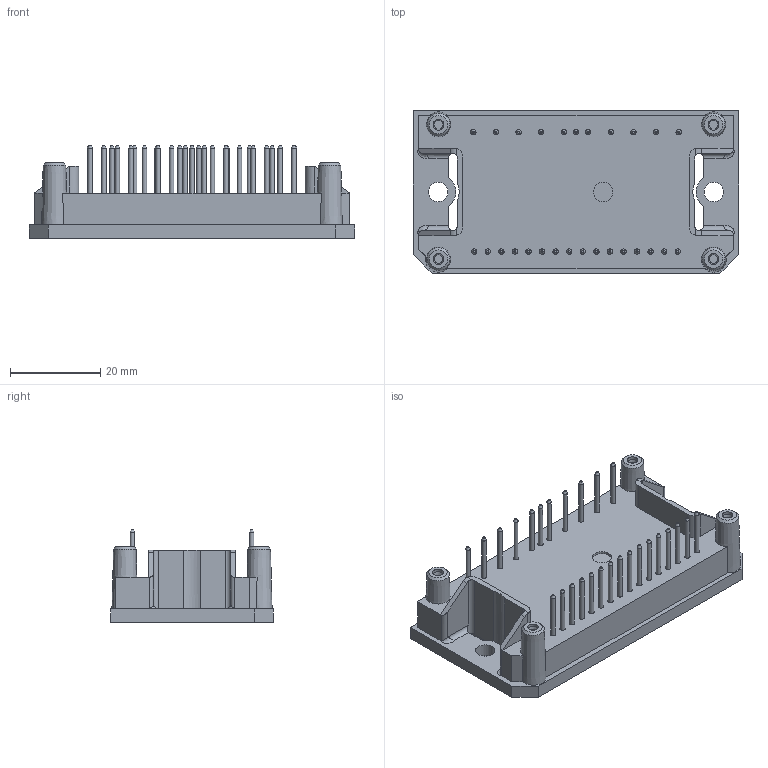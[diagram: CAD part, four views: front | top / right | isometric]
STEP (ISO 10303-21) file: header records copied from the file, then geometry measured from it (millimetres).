
FILE_DESCRIPTION(/* description */ ('Unknown'),/* implementation_level */ '2;1');
FILE_NAME(/* name */ 'FLOW1B-4T17W-P950(270)-01-OL',/* time_stamp */ '2015-11-05T10:51:55+01:00',/* author */ ('Unknown'),/* organization */ ('Unknown'),/* preprocessor_version */ 'ST-DEVELOPER v16',/* originating_system */ 'DEX',/* authorisation */ $);
FILE_SCHEMA (('AUTOMOTIVE_DESIGN {1 0 10303 214 3 1 1}'));
Length unit declared in the file: millimetre
Products named in the file (1): FLOW1B-4T17W-P950(270)-01-OL
Bounding box: 72 x 36 x 20.63 mm (x, y, z)
Volume: 21690.1 mm3; surface area: 10826.5 mm2
Topology: 1 solids, 1 shells, 287 faces, 688 edges, 457 vertices
Faces by surface type: plane 152, cylinder 91, cone 40, bspline 4
Full cylindrical faces by diameter (mm): 1 x27, 1.2 x27, 2 x4, 2.4 x4, 4.3 x3
Entity records: 9517 total; most frequent: CARTESIAN_POINT 1561, DIRECTION 1270, ORIENTED_EDGE 1014, AXIS2_PLACEMENT_3D 508, EDGE_CURVE 507, EDGE_LOOP 456, FACE_BOUND 456, VERTEX_POINT 385
